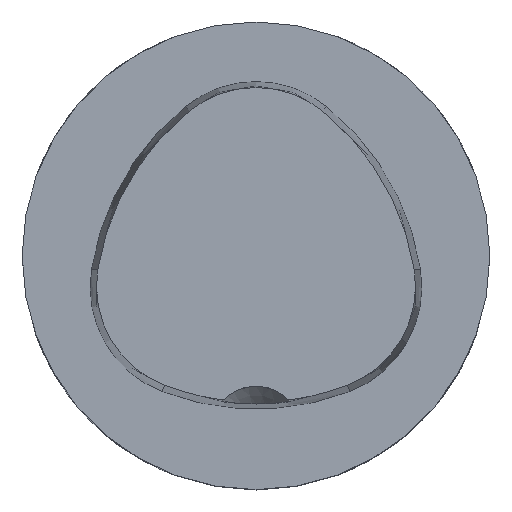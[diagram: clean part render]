
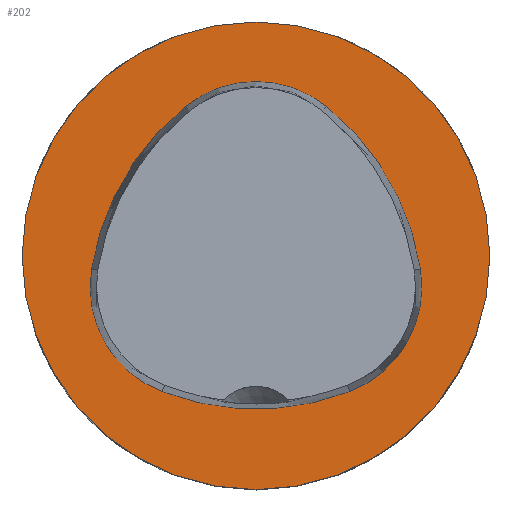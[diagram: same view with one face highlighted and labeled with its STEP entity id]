
A CAD part, top view. The second image highlights one B-rep face of the part: STEP entity #202.
In plain terms, the highlighted planar face has unit normal (0, 0, 1).
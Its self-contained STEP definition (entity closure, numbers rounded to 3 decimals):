
#72=FACE_BOUND('',#349,.T.);
#73=FACE_BOUND('',#350,.T.);
#114=PLANE('',#1294);
#202=ADVANCED_FACE('',(#72,#73),#114,.T.);
#349=EDGE_LOOP('',(#821));
#350=EDGE_LOOP('',(#822,#823,#824,#825,#826,#827,#828));
#509=CIRCLE('',#1240,12.);
#511=CIRCLE('',#1243,12.);
#513=CIRCLE('',#1246,28.);
#515=CIRCLE('',#1249,12.);
#517=CIRCLE('',#1252,28.);
#519=CIRCLE('',#1255,12.);
#521=CIRCLE('',#1258,28.);
#528=CIRCLE('',#1293,25.);
#821=ORIENTED_EDGE('',*,*,#1116,.F.);
#822=ORIENTED_EDGE('',*,*,#1061,.T.);
#823=ORIENTED_EDGE('',*,*,#1080,.T.);
#824=ORIENTED_EDGE('',*,*,#1077,.T.);
#825=ORIENTED_EDGE('',*,*,#1074,.T.);
#826=ORIENTED_EDGE('',*,*,#1071,.T.);
#827=ORIENTED_EDGE('',*,*,#1068,.T.);
#828=ORIENTED_EDGE('',*,*,#1065,.T.);
#924=VERTEX_POINT('',#1941);
#925=VERTEX_POINT('',#1942);
#927=VERTEX_POINT('',#1949);
#929=VERTEX_POINT('',#1955);
#931=VERTEX_POINT('',#1961);
#933=VERTEX_POINT('',#1967);
#935=VERTEX_POINT('',#1973);
#957=VERTEX_POINT('',#2055);
#1061=EDGE_CURVE('',#924,#925,#509,.T.);
#1065=EDGE_CURVE('',#927,#924,#511,.T.);
#1068=EDGE_CURVE('',#929,#927,#513,.T.);
#1071=EDGE_CURVE('',#931,#929,#515,.T.);
#1074=EDGE_CURVE('',#933,#931,#517,.T.);
#1077=EDGE_CURVE('',#935,#933,#519,.T.);
#1080=EDGE_CURVE('',#925,#935,#521,.T.);
#1116=EDGE_CURVE('',#957,#957,#528,.T.);
#1240=AXIS2_PLACEMENT_3D('',#1940,#1476,#1477);
#1243=AXIS2_PLACEMENT_3D('',#1948,#1484,#1485);
#1246=AXIS2_PLACEMENT_3D('',#1954,#1491,#1492);
#1249=AXIS2_PLACEMENT_3D('',#1960,#1498,#1499);
#1252=AXIS2_PLACEMENT_3D('',#1966,#1505,#1506);
#1255=AXIS2_PLACEMENT_3D('',#1972,#1512,#1513);
#1258=AXIS2_PLACEMENT_3D('',#1977,#1519,#1520);
#1293=AXIS2_PLACEMENT_3D('',#2054,#1610,#1611);
#1294=AXIS2_PLACEMENT_3D('',#2056,#1612,#1613);
#1476=DIRECTION('',(0.,0.,-1.));
#1477=DIRECTION('',(0.649,-0.76,0.));
#1484=DIRECTION('',(0.,0.,-1.));
#1485=DIRECTION('',(0.983,-0.182,0.));
#1491=DIRECTION('',(0.,0.,-1.));
#1492=DIRECTION('',(0.866,0.5,0.));
#1498=DIRECTION('',(0.,0.,-1.));
#1499=DIRECTION('',(0.,1.,0.));
#1505=DIRECTION('',(0.,0.,-1.));
#1506=DIRECTION('',(-0.866,0.5,0.));
#1512=DIRECTION('',(0.,0.,-1.));
#1513=DIRECTION('',(-0.866,-0.5,0.));
#1519=DIRECTION('',(0.,0.,-1.));
#1520=DIRECTION('',(0.,-1.,0.));
#1610=DIRECTION('',(0.,0.,-1.));
#1611=DIRECTION('',(-1.,0.,0.));
#1612=DIRECTION('',(0.,0.,1.));
#1613=DIRECTION('',(0.,-1.,0.));
#1940=CARTESIAN_POINT('',(5.733,-3.31,0.));
#1941=CARTESIAN_POINT('',(16.125,-9.31,0.));
#1942=CARTESIAN_POINT('',(10.033,-14.513,0.));
#1948=CARTESIAN_POINT('',(5.733,-3.31,0.));
#1949=CARTESIAN_POINT('',(17.585,-1.432,0.));
#1954=CARTESIAN_POINT('',(-10.07,-5.814,0.));
#1955=CARTESIAN_POINT('',(7.552,15.945,0.));
#1960=CARTESIAN_POINT('',(0.,6.62,0.));
#1961=CARTESIAN_POINT('',(-7.552,15.945,0.));
#1966=CARTESIAN_POINT('',(10.07,-5.814,0.));
#1967=CARTESIAN_POINT('',(-17.585,-1.432,0.));
#1972=CARTESIAN_POINT('',(-5.733,-3.31,0.));
#1973=CARTESIAN_POINT('',(-10.033,-14.513,0.));
#1977=CARTESIAN_POINT('',(0.,11.628,0.));
#2054=CARTESIAN_POINT('',(0.,0.,0.));
#2055=CARTESIAN_POINT('',(-25.,0.,0.));
#2056=CARTESIAN_POINT('',(-12.5,0.,0.));
